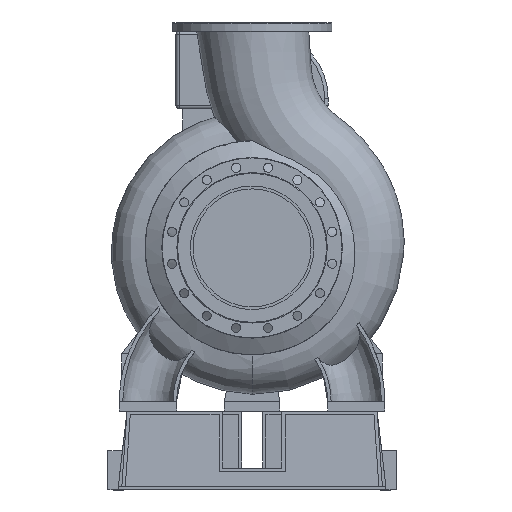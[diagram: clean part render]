
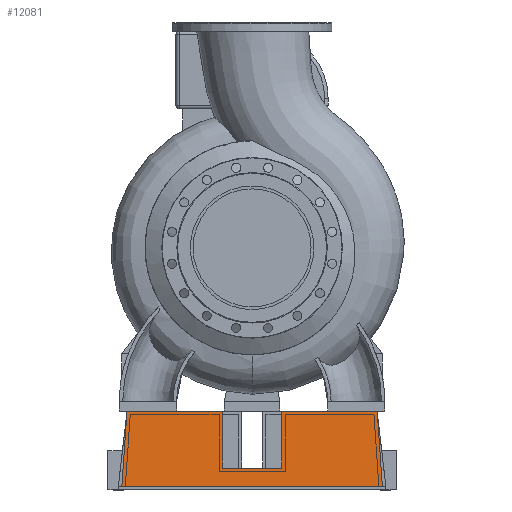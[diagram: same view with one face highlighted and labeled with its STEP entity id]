
A CAD part, left-side view. The second image highlights one B-rep face of the part: STEP entity #12081.
In plain terms, the highlighted planar face has unit normal (-0.998, 0, 0.069).
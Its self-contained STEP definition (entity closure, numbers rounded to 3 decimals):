
#1056=LINE('',#28619,#2037);
#1079=LINE('',#28664,#2060);
#1093=LINE('',#28693,#2074);
#1094=LINE('',#28694,#2075);
#1095=LINE('',#28696,#2076);
#1096=LINE('',#28698,#2077);
#1097=LINE('',#28699,#2078);
#1098=LINE('',#28700,#2079);
#2037=VECTOR('',#16207,10.);
#2060=VECTOR('',#16236,10.);
#2074=VECTOR('',#16264,10.);
#2075=VECTOR('',#16265,10.);
#2076=VECTOR('',#16266,10.);
#2077=VECTOR('',#16267,10.);
#2078=VECTOR('',#16268,10.);
#2079=VECTOR('',#16269,10.);
#2639=PLANE('',#13238);
#3595=FACE_OUTER_BOUND('',#4538,.T.);
#4538=EDGE_LOOP('',(#10796,#10797,#10798,#10799,#10800,#10801,#10802,#10803));
#6129=VERTEX_POINT('',#28616);
#6130=VERTEX_POINT('',#28618);
#6148=VERTEX_POINT('',#28661);
#6149=VERTEX_POINT('',#28663);
#6156=VERTEX_POINT('',#28691);
#6157=VERTEX_POINT('',#28692);
#6158=VERTEX_POINT('',#28695);
#6159=VERTEX_POINT('',#28697);
#7706=EDGE_CURVE('',#6129,#6130,#1056,.T.);
#7729=EDGE_CURVE('',#6148,#6149,#1079,.T.);
#7743=EDGE_CURVE('',#6156,#6157,#1093,.T.);
#7744=EDGE_CURVE('',#6157,#6149,#1094,.T.);
#7745=EDGE_CURVE('',#6148,#6158,#1095,.T.);
#7746=EDGE_CURVE('',#6159,#6158,#1096,.T.);
#7747=EDGE_CURVE('',#6130,#6159,#1097,.T.);
#7748=EDGE_CURVE('',#6129,#6156,#1098,.T.);
#10796=ORIENTED_EDGE('',*,*,#7743,.T.);
#10797=ORIENTED_EDGE('',*,*,#7744,.T.);
#10798=ORIENTED_EDGE('',*,*,#7729,.F.);
#10799=ORIENTED_EDGE('',*,*,#7745,.T.);
#10800=ORIENTED_EDGE('',*,*,#7746,.F.);
#10801=ORIENTED_EDGE('',*,*,#7747,.F.);
#10802=ORIENTED_EDGE('',*,*,#7706,.F.);
#10803=ORIENTED_EDGE('',*,*,#7748,.T.);
#12081=ADVANCED_FACE('',(#3595),#2639,.F.);
#13238=AXIS2_PLACEMENT_3D('',#28690,#16262,#16263);
#16207=DIRECTION('',(0.,-1.,0.));
#16236=DIRECTION('',(0.,-1.,0.));
#16262=DIRECTION('center_axis',(0.998,0.,
-0.069));
#16263=DIRECTION('ref_axis',(0.069,0.,0.998));
#16264=DIRECTION('',(0.,1.,0.));
#16265=DIRECTION('',(0.069,0.,0.998));
#16266=DIRECTION('',(-0.069,0.069,-0.995));
#16267=DIRECTION('',(0.,1.,0.));
#16268=DIRECTION('',(-0.069,-0.069,-0.995));
#16269=DIRECTION('',(-0.069,0.,-0.998));
#28616=CARTESIAN_POINT('',(-205.,-85.,227.));
#28618=CARTESIAN_POINT('',(-205.,-360.,227.));
#28619=CARTESIAN_POINT('',(-205.,-350.,227.));
#28661=CARTESIAN_POINT('',(-205.,360.,227.));
#28663=CARTESIAN_POINT('',(-205.,85.,227.));
#28664=CARTESIAN_POINT('',(-205.,-350.,227.));
#28690=CARTESIAN_POINT('Origin',(-205.,-350.,227.));
#28691=CARTESIAN_POINT('',(-216.336,-85.,63.));
#28692=CARTESIAN_POINT('',(-216.336,85.,63.));
#28693=CARTESIAN_POINT('',(-216.336,-175.,63.));
#28694=CARTESIAN_POINT('',(-204.013,85.,241.275));
#28695=CARTESIAN_POINT('',(-220.,375.,10.));
#28696=CARTESIAN_POINT('',(-205.,360.,227.));
#28697=CARTESIAN_POINT('',(-220.,-375.,10.));
#28698=CARTESIAN_POINT('',(-220.,-187.5,10.));
#28699=CARTESIAN_POINT('',(-205.,-360.,227.));
#28700=CARTESIAN_POINT('',(-205.083,-85.,225.796));
